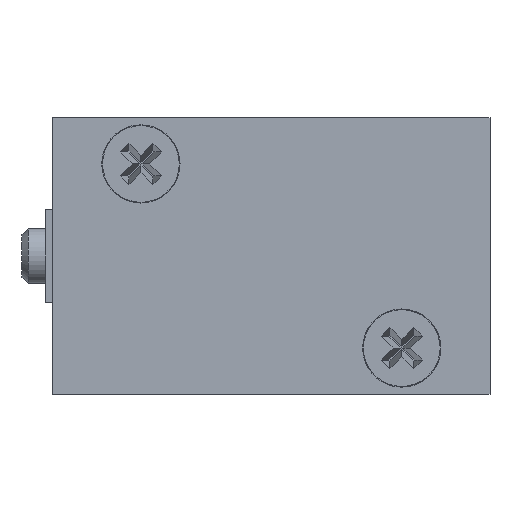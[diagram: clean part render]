
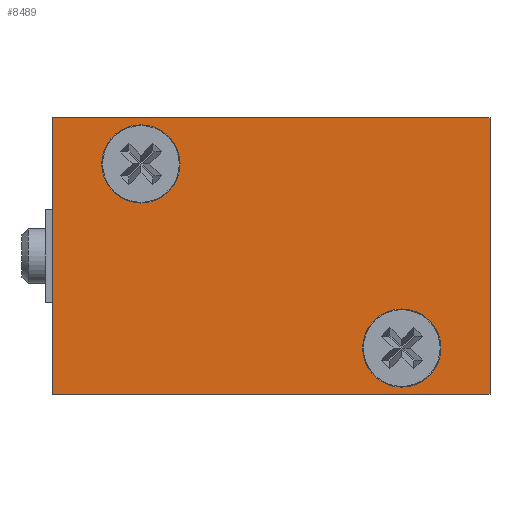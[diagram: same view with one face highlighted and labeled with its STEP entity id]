
A CAD part, left-side view. The second image highlights one B-rep face of the part: STEP entity #8489.
In plain terms, the highlighted planar face has unit normal (-1, 0, 0).
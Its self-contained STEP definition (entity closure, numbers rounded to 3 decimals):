
#173 = ORIENTED_EDGE ( 'NONE', *, *, #6026, .T. ) ;
#174 = ORIENTED_EDGE ( 'NONE', *, *, #6032, .T. ) ;
#175 = ORIENTED_EDGE ( 'NONE', *, *, #6031, .F. ) ;
#176 = ORIENTED_EDGE ( 'NONE', *, *, #6030, .F. ) ;
#177 = ORIENTED_EDGE ( 'NONE', *, *, #6011, .F. ) ;
#178 = ORIENTED_EDGE ( 'NONE', *, *, #6029, .F. ) ;
#179 = ORIENTED_EDGE ( 'NONE', *, *, #6007, .F. ) ;
#180 = ORIENTED_EDGE ( 'NONE', *, *, #6028, .F. ) ;
#1893 = CIRCLE ( 'NONE', #5331, 2.55 ) ;
#1899 = CIRCLE ( 'NONE', #5333, 2.55 ) ;
#1923 = LINE ( 'NONE', #8175, #1924 ) ;
#1924 = VECTOR ( 'NONE', #8171, 1000. ) ;
#1927 = CIRCLE ( 'NONE', #5338, 2.55 ) ;
#1928 = LINE ( 'NONE', #8118, #1930 ) ;
#1929 = CIRCLE ( 'NONE', #5339, 2.55 ) ;
#1930 = VECTOR ( 'NONE', #8117, 1000. ) ;
#1931 = LINE ( 'NONE', #8107, #1932 ) ;
#1932 = VECTOR ( 'NONE', #8105, 1000. ) ;
#1933 = LINE ( 'NONE', #8092, #1934 ) ;
#1934 = VECTOR ( 'NONE', #8090, 1000. ) ;
#2606 = EDGE_LOOP ( 'NONE', ( #176, #175, #174, #173 ) ) ;
#2607 = EDGE_LOOP ( 'NONE', ( #178, #177 ) ) ;
#2614 = EDGE_LOOP ( 'NONE', ( #180, #179 ) ) ;
#5331 = AXIS2_PLACEMENT_3D ( 'NONE', #8352, #8348, #8347 ) ;
#5333 = AXIS2_PLACEMENT_3D ( 'NONE', #8317, #8316, #8314 ) ;
#5338 = AXIS2_PLACEMENT_3D ( 'NONE', #8150, #8149, #8144 ) ;
#5339 = AXIS2_PLACEMENT_3D ( 'NONE', #8136, #8130, #8127 ) ;
#5460 = AXIS2_PLACEMENT_3D ( 'NONE', #9196, #9195, #9193 ) ;
#6007 = EDGE_CURVE ( 'NONE', #6262, #6222, #1893, .T. ) ;
#6011 = EDGE_CURVE ( 'NONE', #6265, #6227, #1899, .T. ) ;
#6026 = EDGE_CURVE ( 'NONE', #6215, #6865, #1923, .T. ) ;
#6028 = EDGE_CURVE ( 'NONE', #6222, #6262, #1927, .T. ) ;
#6029 = EDGE_CURVE ( 'NONE', #6227, #6265, #1929, .T. ) ;
#6030 = EDGE_CURVE ( 'NONE', #6268, #6865, #1928, .T. ) ;
#6031 = EDGE_CURVE ( 'NONE', #6267, #6268, #1931, .T. ) ;
#6032 = EDGE_CURVE ( 'NONE', #6267, #6215, #1933, .T. ) ;
#6215 = VERTEX_POINT ( 'NONE', #8168 ) ;
#6222 = VERTEX_POINT ( 'NONE', #8160 ) ;
#6227 = VERTEX_POINT ( 'NONE', #8156 ) ;
#6262 = VERTEX_POINT ( 'NONE', #8116 ) ;
#6265 = VERTEX_POINT ( 'NONE', #8113 ) ;
#6267 = VERTEX_POINT ( 'NONE', #8111 ) ;
#6268 = VERTEX_POINT ( 'NONE', #8110 ) ;
#6865 = VERTEX_POINT ( 'NONE', #7671 ) ;
#7671 = CARTESIAN_POINT ( 'NONE',  ( -2.5, 0., 9. ) ) ;
#8090 = DIRECTION ( 'NONE',  ( 0., 0., 1. ) ) ;
#8092 = CARTESIAN_POINT ( 'NONE',  ( -2.5, -28.5, 9. ) ) ;
#8105 = DIRECTION ( 'NONE',  ( 0., 1., 0. ) ) ;
#8107 = CARTESIAN_POINT ( 'NONE',  ( -2.5, -28.5, -9. ) ) ;
#8110 = CARTESIAN_POINT ( 'NONE',  ( -2.5, 0., -9. ) ) ;
#8111 = CARTESIAN_POINT ( 'NONE',  ( -2.5, -28.5, -9. ) ) ;
#8113 = CARTESIAN_POINT ( 'NONE',  ( -2.5, -5.75, 3.45 ) ) ;
#8116 = CARTESIAN_POINT ( 'NONE',  ( -2.5, -22.75, -8.55 ) ) ;
#8117 = DIRECTION ( 'NONE',  ( 0., 0., 1. ) ) ;
#8118 = CARTESIAN_POINT ( 'NONE',  ( -2.5, 0., 9. ) ) ;
#8127 = DIRECTION ( 'NONE',  ( 0., 0., 1. ) ) ;
#8130 = DIRECTION ( 'NONE',  ( -1., 0., 0. ) ) ;
#8136 = CARTESIAN_POINT ( 'NONE',  ( -2.5, -5.75, 6. ) ) ;
#8144 = DIRECTION ( 'NONE',  ( 0., 0., 1. ) ) ;
#8149 = DIRECTION ( 'NONE',  ( -1., 0., 0. ) ) ;
#8150 = CARTESIAN_POINT ( 'NONE',  ( -2.5, -22.75, -6. ) ) ;
#8156 = CARTESIAN_POINT ( 'NONE',  ( -2.5, -5.75, 8.55 ) ) ;
#8160 = CARTESIAN_POINT ( 'NONE',  ( -2.5, -22.75, -3.45 ) ) ;
#8168 = CARTESIAN_POINT ( 'NONE',  ( -2.5, -28.5, 9. ) ) ;
#8171 = DIRECTION ( 'NONE',  ( 0., 1., 0. ) ) ;
#8175 = CARTESIAN_POINT ( 'NONE',  ( -2.5, -28.5, 9. ) ) ;
#8314 = DIRECTION ( 'NONE',  ( 0., 0., 1. ) ) ;
#8316 = DIRECTION ( 'NONE',  ( -1., 0., 0. ) ) ;
#8317 = CARTESIAN_POINT ( 'NONE',  ( -2.5, -5.75, 6. ) ) ;
#8347 = DIRECTION ( 'NONE',  ( 0., 0., 1. ) ) ;
#8348 = DIRECTION ( 'NONE',  ( -1., 0., 0. ) ) ;
#8352 = CARTESIAN_POINT ( 'NONE',  ( -2.5, -22.75, -6. ) ) ;
#8489 = ADVANCED_FACE ( 'NONE', ( #8656, #8657, #8658 ), #9197, .T. ) ;
#8656 = FACE_BOUND ( 'NONE', #2614, .T. ) ;
#8657 = FACE_BOUND ( 'NONE', #2607, .T. ) ;
#8658 = FACE_OUTER_BOUND ( 'NONE', #2606, .T. ) ;
#9193 = DIRECTION ( 'NONE',  ( 0., 0., 1. ) ) ;
#9195 = DIRECTION ( 'NONE',  ( -1., 0., 0. ) ) ;
#9196 = CARTESIAN_POINT ( 'NONE',  ( -2.5, -28.5, 9. ) ) ;
#9197 = PLANE ( 'NONE',  #5460 ) ;
